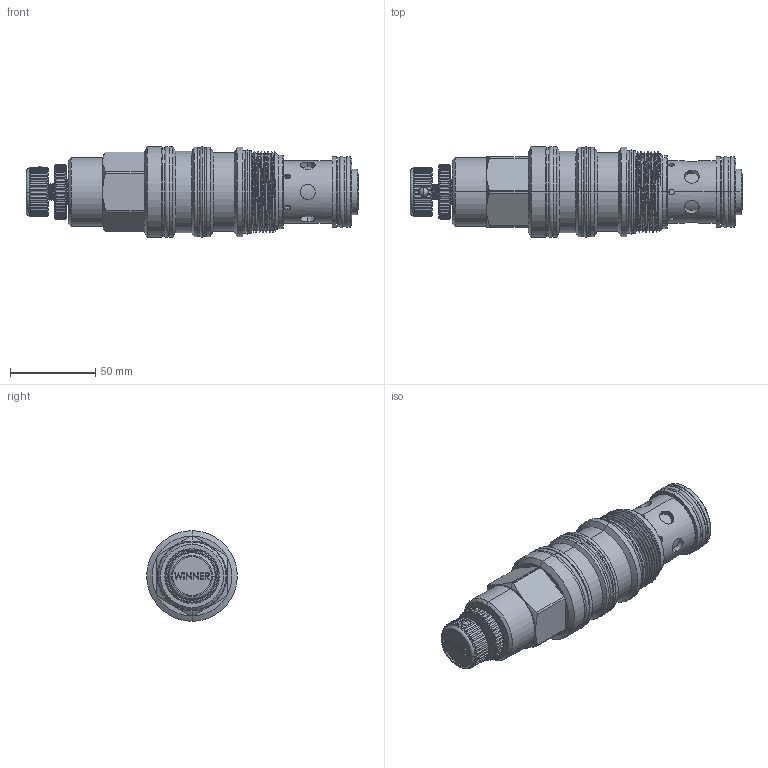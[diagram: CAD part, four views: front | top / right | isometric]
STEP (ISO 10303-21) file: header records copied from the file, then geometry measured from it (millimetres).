
FILE_DESCRIPTION (( 'STEP AP203' ), '1' );
FILE_NAME ('CW24A4A(4E)-K.STEP', '2021-06-28T06:27:46', ( '' ), ( '' ), 'SwSTEP 2.0', 'SolidWorks 2018', '' );
FILE_SCHEMA (( 'CONFIG_CONTROL_DESIGN' ));
Length unit declared in the file: millimetre
Products named in the file (1): CW24A4A(4E)-K
Bounding box: 194.71 x 53.14 x 53.14 mm (x, y, z)
Volume: 272769.6 mm3; surface area: 45527.2 mm2
Topology: 3 solids, 3 shells, 605 faces, 1561 edges, 1013 vertices
Faces by surface type: cylinder 394, plane 132, cone 43, torus 18, bspline 14, sphere 4
Entity records: 29161 total; most frequent: CARTESIAN_POINT 14894, ORIENTED_EDGE 3122, DIRECTION 2759, EDGE_CURVE 1561, AXIS2_PLACEMENT_3D 1057, VERTEX_POINT 1013, EDGE_LOOP 660, VECTOR 645
